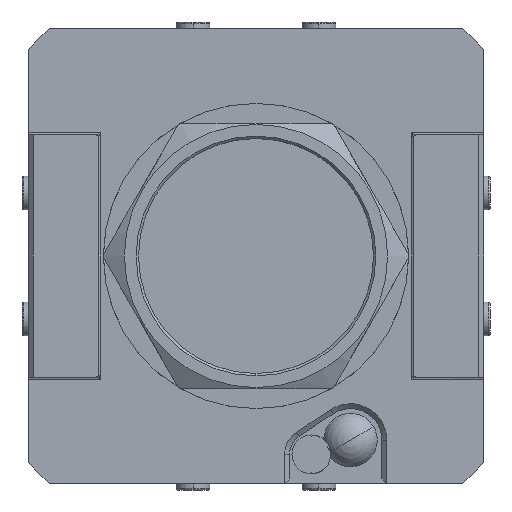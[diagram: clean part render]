
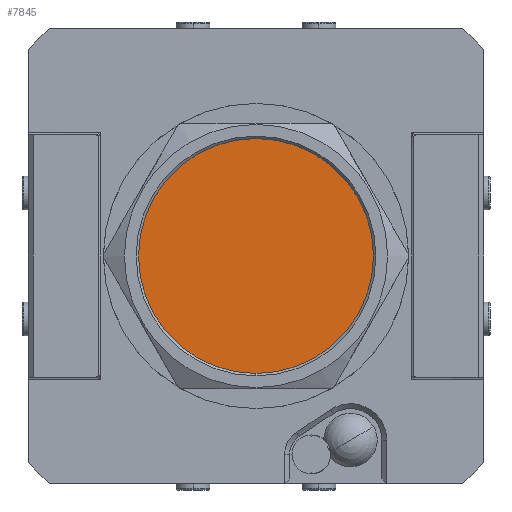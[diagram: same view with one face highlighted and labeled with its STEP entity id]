
A CAD part, left-side view. The second image highlights one B-rep face of the part: STEP entity #7845.
In plain terms, the highlighted planar face has unit normal (-1, 0, 0).
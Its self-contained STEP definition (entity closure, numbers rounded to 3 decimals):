
#2341=CARTESIAN_POINT('',(-62.5,0.,0.));
#2342=DIRECTION('',(-1.,0.,0.));
#2343=DIRECTION('',(0.,-1.,0.));
#2344=AXIS2_PLACEMENT_3D('',#2341,#2342,#2343);
#2346=CARTESIAN_POINT('',(-62.5,0.,0.));
#2347=DIRECTION('',(-1.,0.,0.));
#2348=DIRECTION('',(0.,1.,0.));
#2349=AXIS2_PLACEMENT_3D('',#2346,#2347,#2348);
#4245=CARTESIAN_POINT('',(-62.5,-24.7,0.));
#4246=CARTESIAN_POINT('',(-62.5,24.7,0.));
#4247=VERTEX_POINT('',#4245);
#4248=VERTEX_POINT('',#4246);
#7835=CARTESIAN_POINT('',(-62.5,0.,0.));
#7836=DIRECTION('',(1.,0.,0.));
#7837=DIRECTION('',(0.,-1.,0.));
#7838=AXIS2_PLACEMENT_3D('',#7835,#7836,#7837);
#7839=PLANE('',#7838);
#7840=ORIENTED_EDGE('',*,*,#7825,.F.);
#7842=ORIENTED_EDGE('',*,*,#7841,.F.);
#7843=EDGE_LOOP('',(#7840,#7842));
#7844=FACE_OUTER_BOUND('',#7843,.F.);
#7845=ADVANCED_FACE('',(#7844),#7839,.F.);
#2345=CIRCLE('',#2344,24.7);
#2350=CIRCLE('',#2349,24.7);
#7825=EDGE_CURVE('',#4247,#4248,#2345,.T.);
#7841=EDGE_CURVE('',#4248,#4247,#2350,.T.);
